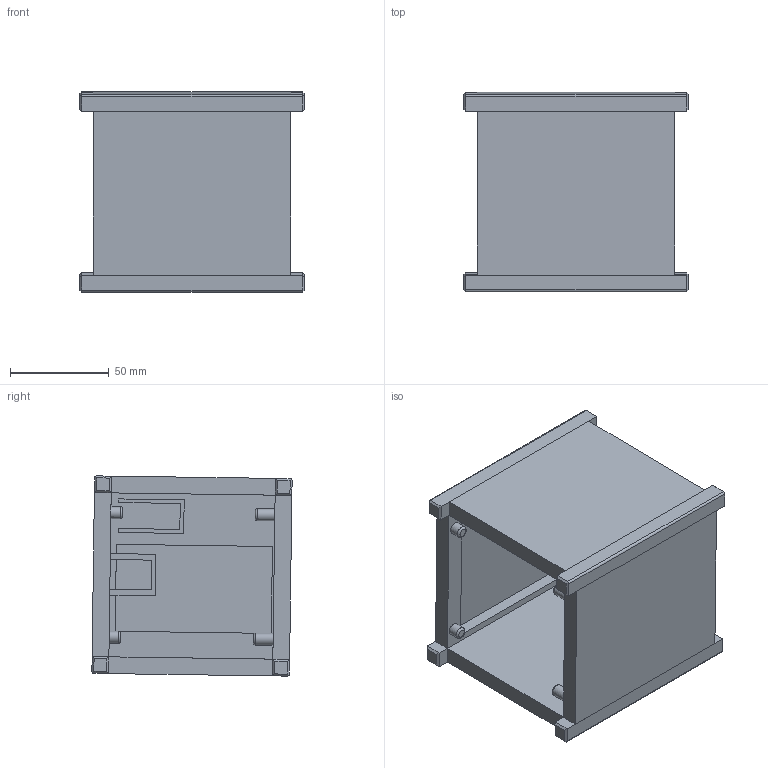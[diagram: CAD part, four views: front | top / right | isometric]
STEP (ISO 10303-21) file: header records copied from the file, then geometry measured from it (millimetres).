
FILE_DESCRIPTION(('STEP AP203'), '1');
FILE_NAME('栖闉罻', '', ('UNSPECIFIED'), ('UNSPECIFIED'), 'C3D Converter', 'C3D Toolkit', '');
FILE_SCHEMA(('CONFIG_CONTROL_DESIGN'));
Length unit declared in the file: millimetre
Assembly tree (9 placements, depth 2):
  (unnamed)
    (unnamed)
    (unnamed)  x4
    (unnamed)
    (unnamed)
    (unnamed)
    (unnamed)
Bounding box: 113.5 x 101.35 x 101.35 mm (x, y, z)
Volume: 270853.1 mm3; surface area: 124491.8 mm2
Topology: 9 solids, 9 shells, 276 faces, 657 edges, 440 vertices
Faces by surface type: plane 203, cylinder 49, torus 24
Full cylindrical faces by diameter (mm): 2 x1, 6 x40, 6.1 x4
Entity records: 6016 total; most frequent: CARTESIAN_POINT 966, DIRECTION 955, ORIENTED_EDGE 858, EDGE_CURVE 429, AXIS2_PLACEMENT_3D 325, VERTEX_POINT 320, LINE 305, VECTOR 305
